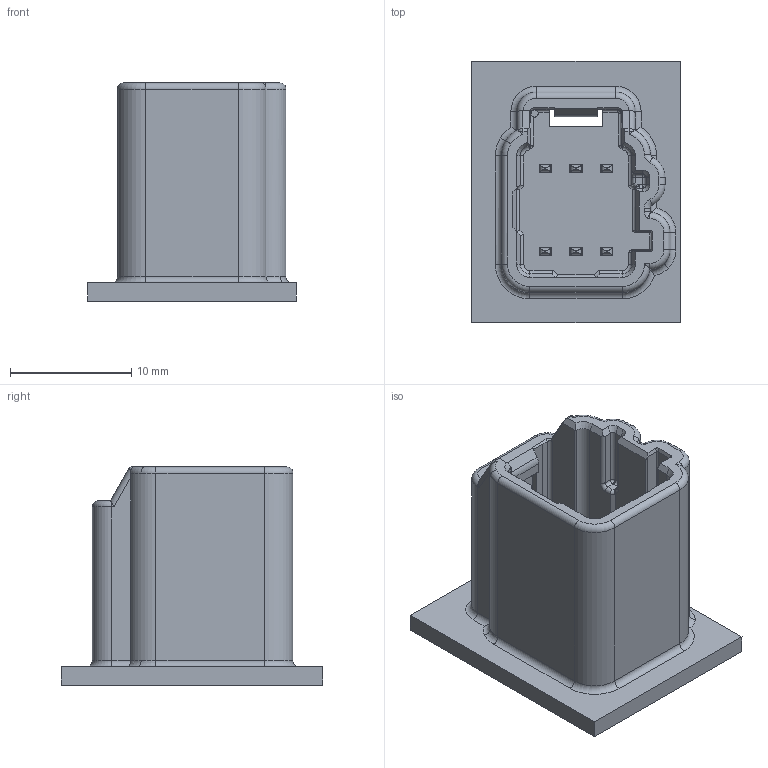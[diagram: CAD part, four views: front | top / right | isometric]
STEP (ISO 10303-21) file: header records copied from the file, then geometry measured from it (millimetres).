
FILE_DESCRIPTION(('CATIA V5 STEP Exchange','CAx-IF Rec.Pracs.--- Model Styling and Organization---1.4--- 2014-01-23'),'2;1');
FILE_NAME('6W INTERFACE KEY D.stp','2023-03-21T12:19:55+00:00',('none'),('none'),'CATIA Version 5-6 Release 2017 SP5 HF58','CATIA V5 STEP AP214','none');
FILE_SCHEMA(('AUTOMOTIVE_DESIGN { 1 0 10303 214 1 1 1 1 }'));
Length unit declared in the file: millimetre
Products named in the file (3): 6W MATING CONNECTOR; KEYWAY D; 1.2MMTERMINAL
Assembly tree (2 placements, depth 2):
  6W MATING CONNECTOR
    KEYWAY D
    1.2MMTERMINAL
Bounding box: 17.2 x 21.55 x 18 mm (x, y, z)
Volume: 1702.8 mm3; surface area: 2630.4 mm2
Topology: 7 solids, 7 shells, 306 faces, 782 edges, 476 vertices
Faces by surface type: cylinder 119, plane 115, torus 36, sphere 12, bspline 10, cone 10, revolution 4
Entity records: 9706 total; most frequent: CARTESIAN_POINT 2862, ORIENTED_EDGE 1536, DIRECTION 1143, EDGE_CURVE 768, VERTEX_POINT 476, AXIS2_PLACEMENT_3D 438, VECTOR 411, LINE 411
